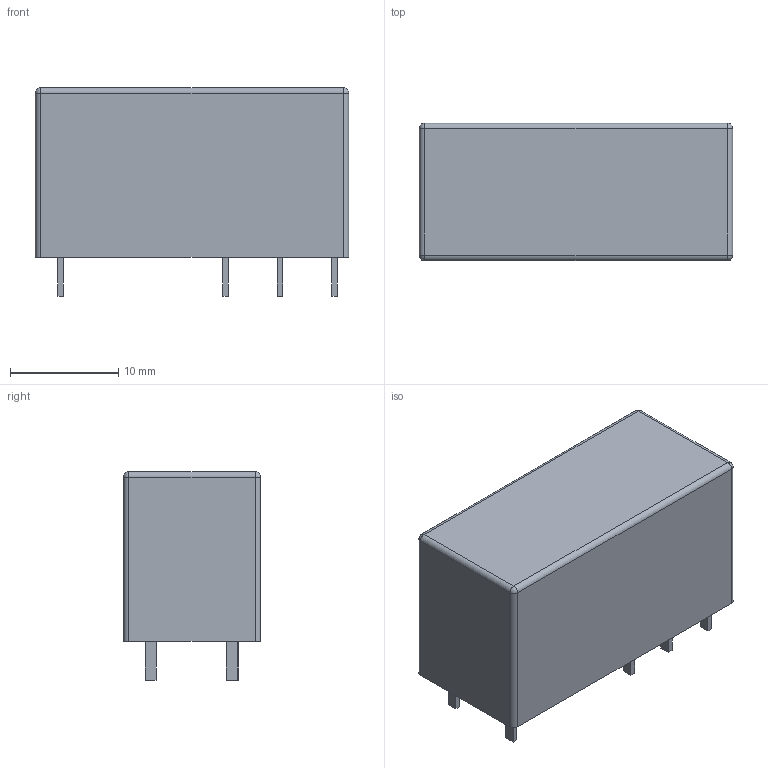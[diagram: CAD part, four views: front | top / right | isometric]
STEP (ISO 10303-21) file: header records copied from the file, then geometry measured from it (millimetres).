
FILE_DESCRIPTION((''),'2;1');
FILE_NAME('REL_TYCO_SCHRACK_RT314012.stp','2011-02-15T11:00:06',(''),(''),'Mechanical Desktop 2011','Mechanical Desktop 2011',', , ');
FILE_SCHEMA(('AUTOMOTIVE_DESIGN { 1 2 10303 214 1 1 1 1 }'));
Length unit declared in the file: millimetre
Products named in the file (1): Product
Bounding box: 29 x 12.7 x 19.3 mm (x, y, z)
Volume: 5789 mm3; surface area: 2108.6 mm2
Topology: 9 solids, 9 shells, 66 faces, 136 edges, 84 vertices
Faces by surface type: plane 48, cylinder 8, bspline 6, sphere 4
Entity records: 1720 total; most frequent: CARTESIAN_POINT 301, DIRECTION 270, ORIENTED_EDGE 264, EDGE_CURVE 132, VECTOR 116, LINE 116, VERTEX_POINT 84, AXIS2_PLACEMENT_3D 77
